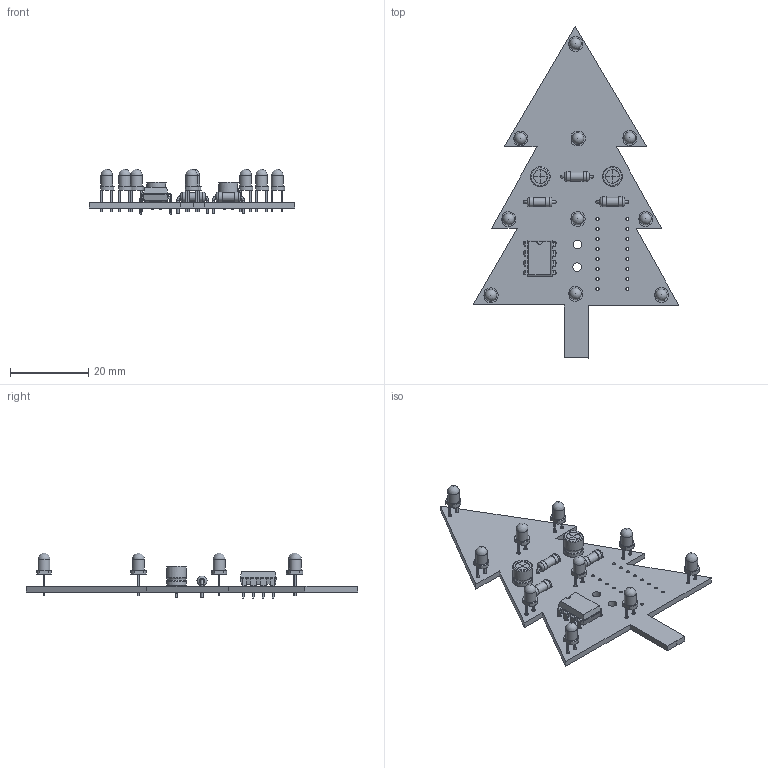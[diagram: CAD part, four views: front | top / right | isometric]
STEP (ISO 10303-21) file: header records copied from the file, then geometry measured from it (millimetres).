
FILE_DESCRIPTION(('KiCad electronic assembly'),'2;1');
FILE_NAME('Christmas Tree Light Up.step','2025-12-11T22:21:02',('Pcbnew' ),('Kicad'),'Open CASCADE STEP processor 7.9', 'KiCad to STEP converter','Unknown');
FILE_SCHEMA(('AUTOMOTIVE_DESIGN { 1 0 10303 214 1 1 1 1 }'));
Length unit declared in the file: millimetre
Products named in the file (6): Christmas Tree Light Up 1; CP_Radial_D5.0mm_P2.00mm; LED_D3.0mm; DIP-8_W7.62mm; R_Axial_DIN0207_L6.3mm_D2.5mm_P7.62mm_Horizontal; Christmas Tree Light Up_PCB
Assembly tree (17 placements, depth 2):
  Christmas Tree Light Up 1
    CP_Radial_D5.0mm_P2.00mm  x2
    LED_D3.0mm  x10
    DIP-8_W7.62mm
    R_Axial_DIN0207_L6.3mm_D2.5mm_P7.62mm_Horizontal  x3
    Christmas Tree Light Up_PCB
Bounding box: 52.5 x 84.72 x 11.6 mm (x, y, z)
Volume: 3992.4 mm3; surface area: 6454.1 mm2
Topology: 17 solids, 19 shells, 525 faces, 1283 edges, 822 vertices
Faces by surface type: plane 323, cylinder 134, bspline 32, torus 16, revolution 10, sphere 10
Full cylindrical faces by diameter (mm): 0.5 x4, 0.6 x6, 0.787 x16, 0.8 x18, 0.9 x20, 2.2 x2, 2.25 x3, 2.5 x6, 3 x10
Entity records: 12479 total; most frequent: CARTESIAN_POINT 3020, ORIENTED_EDGE 1578, DIRECTION 1548, EDGE_CURVE 789, LINE 529, VECTOR 529, VERTEX_POINT 508, AXIS2_PLACEMENT_3D 507
